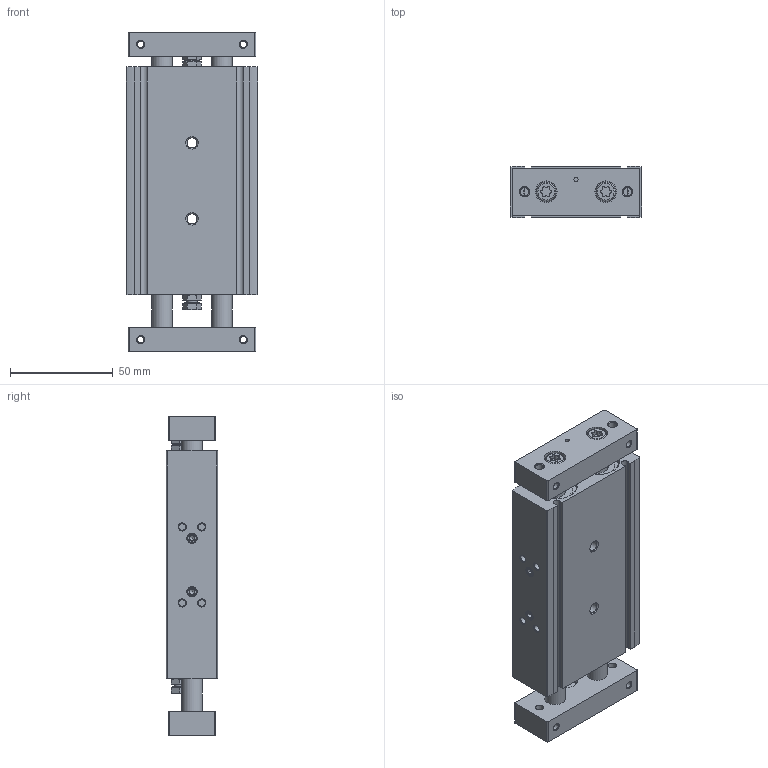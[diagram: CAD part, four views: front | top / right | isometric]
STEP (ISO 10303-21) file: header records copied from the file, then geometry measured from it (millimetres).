
FILE_DESCRIPTION(/* description */ ('STEP AP214'),/* implementation_level */ '2;1');
FILE_NAME(/* name */ '8103487_DGTZ-GF-20-10-J-T-P-A',/* time_stamp */ '2024-08-16T08:54:56+02:00',/* author */ ('License CC BY-ND 4.0'),/* organization */ ('CADENAS'),/* preprocessor_version */ 'ST-DEVELOPER v19.3',/* originating_system */ 'PARTsolutions',/* authorisation */ ' ');
FILE_SCHEMA (('AUTOMOTIVE_DESIGN {1 0 10303 214 3 1 1}'));
Length unit declared in the file: millimetre
Products named in the file (6): 8103487 DGTZ-GF-20-10-J-T-P-A-10---(high0); 8150888 DGTZ-GF-20-J-T-10---(high_z); 8150888 DGTZ-GF-20-J-T-10---(high_k); DIN-439-B - M5(F); Hexagon bolt DIN 933 - M5x18; ISO-4026 M5x5
Assembly tree (8 placements, depth 2):
  8103487 DGTZ-GF-20-10-J-T-P-A-10---(high0)
    8150888 DGTZ-GF-20-J-T-10---(high_z)
    8150888 DGTZ-GF-20-J-T-10---(high_k)
    DIN-439-B - M5(F)  x2
    Hexagon bolt DIN 933 - M5x18  x2
    ISO-4026 M5x5  x2
Bounding box: 64 x 25 x 155.8 mm (x, y, z)
Volume: 198245.1 mm3; surface area: 60476.9 mm2
Topology: 8 solids, 8 shells, 401 faces, 882 edges, 551 vertices
Faces by surface type: plane 160, cylinder 151, cone 81, torus 9
Full cylindrical faces by diameter (mm): 2 x2, 3.242 x16, 4.134 x12, 4.917 x3, 5 x4, 5.5 x2, 6.88 x2, 8 x2, 9.5 x2, 9.8 x2, 10 x9, 10.5 x3, 17.2 x4, 20 x4, 21 x4
Entity records: 10218 total; most frequent: CARTESIAN_POINT 1708, DIRECTION 1662, ORIENTED_EDGE 1262, AXIS2_PLACEMENT_3D 716, EDGE_CURVE 631, FACE_BOUND 561, EDGE_LOOP 560, VERTEX_POINT 478
